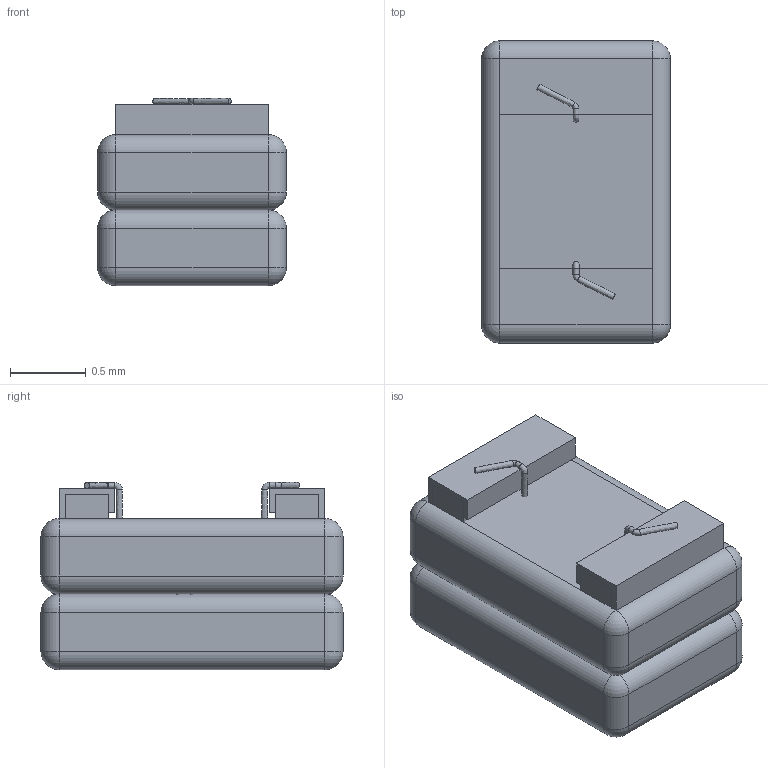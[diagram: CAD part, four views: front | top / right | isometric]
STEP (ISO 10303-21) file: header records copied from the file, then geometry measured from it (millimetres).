
FILE_DESCRIPTION( ( 'Unknown' ), '1' );
FILE_NAME( '744760082A.stp', 'Unknown', ( 'Unknown' ), ( 'Unknown' ), 'XStep 1.0', 'Unknown', ' ' );
FILE_SCHEMA( ( 'automotive_design' ) );
Length unit declared in the file: millimetre
Products named in the file (5): Assem1; Boden; Keramik; Leitfläche
Bounding box: 1.25 x 2 x 1.24 mm (x, y, z)
Surface area: 35.2 mm2
Topology: 9 solids, 9 shells, 180 faces, 390 edges, 212 vertices
Faces by surface type: plane 66, bspline 66, cylinder 32, sphere 16
Entity records: 5891 total; most frequent: CARTESIAN_POINT 3878, DIRECTION 296, ORIENTED_EDGE 284, EDGE_CURVE 142, FACE_OUTER_BOUND 118, EDGE_LOOP 118, AXIS2_PLACEMENT_3D 110, VERTEX_POINT 98
